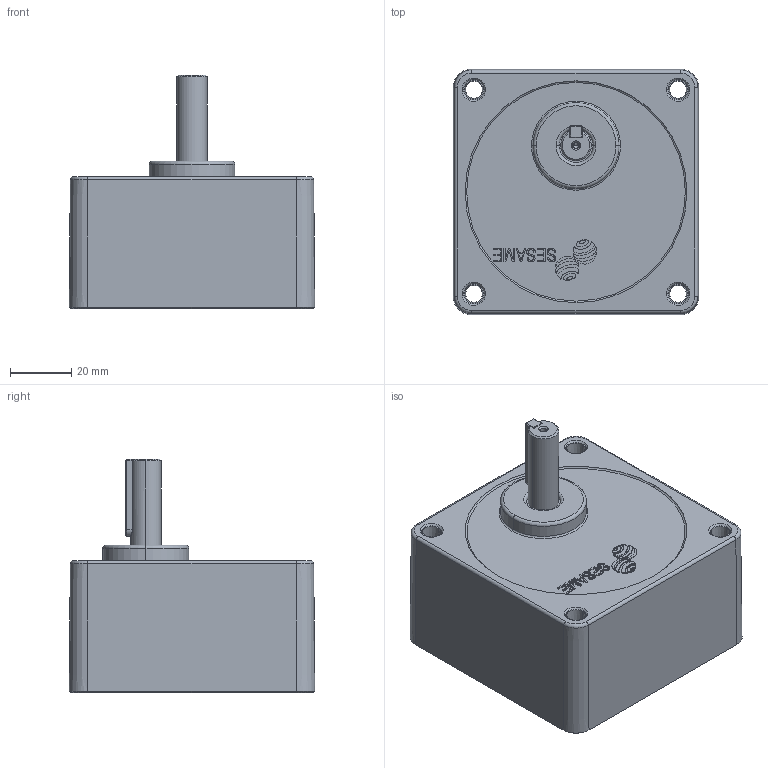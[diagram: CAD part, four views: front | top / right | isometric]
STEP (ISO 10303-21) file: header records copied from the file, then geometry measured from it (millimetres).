
FILE_DESCRIPTION (( 'STEP AP203' ), '1' );
FILE_NAME ('(¼Ð·Ç«~)4GN3-180KE.STEP', '2015-12-09T03:41:58', ( 'SE' ), ( 'SE' ), 'SwSTEP 2.0', 'SolidWorks 2010', '' );
FILE_SCHEMA (( 'CONFIG_CONTROL_DESIGN' ));
Length unit declared in the file: millimetre
Products named in the file (7): (標準品)4GN3-180KE; 定位銷 3 x 6L_Parallel Pin ISO 8734 - 3 x 8 - A - St; 丸頭十字螺絲M3x8_B18.6.7M - M3 x 0.5 x 8 Type I Cross Recessed PHMS --8C; 4GE側板; GE473A_成品; 4GH_Default; 4x4xL_25L
Assembly tree (10 placements, depth 2):
  (標準品)4GN3-180KE
    丸頭十字螺絲M3x8_B18.6.7M - M3 x 0.5 x 8 Type I Cross Recessed PHMS --8C  x4
    4GE側板
    定位銷 3 x 6L_Parallel Pin ISO 8734 - 3 x 8 - A - St  x2
    4GH_Default
    4x4xL_25L
    GE473A_成品
Bounding box: 79.98 x 79.98 x 76.01 mm (x, y, z)
Volume: 257257.8 mm3; surface area: 44120.8 mm2
Topology: 10 solids, 14 shells, 579 faces, 1435 edges, 919 vertices
Faces by surface type: cylinder 241, plane 195, cone 79, bspline 36, torus 20, sphere 8
Entity records: 20587 total; most frequent: CARTESIAN_POINT 8052, DIRECTION 2556, ORIENTED_EDGE 2370, EDGE_CURVE 1185, AXIS2_PLACEMENT_3D 1001, VERTEX_POINT 767, LINE 554, VECTOR 554
